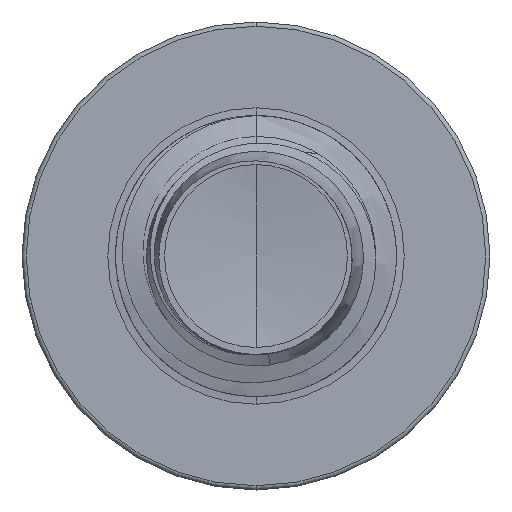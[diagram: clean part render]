
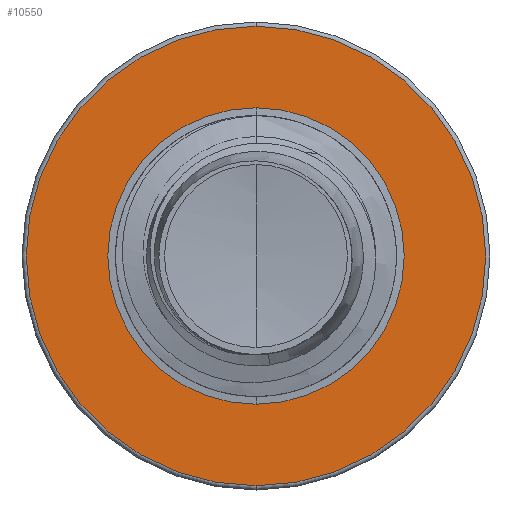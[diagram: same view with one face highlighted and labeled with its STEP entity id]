
A CAD part, front view. The second image highlights one B-rep face of the part: STEP entity #10550.
In plain terms, the highlighted planar face has unit normal (0, -1, 0).
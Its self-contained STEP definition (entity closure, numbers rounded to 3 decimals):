
#3972 = AXIS2_PLACEMENT_3D ( 'NONE', #6434, #26785, #9459 ) ;
#4224 = CARTESIAN_POINT ( 'NONE',  ( 0., 22.5, -3.682 ) ) ;
#5370 = FACE_BOUND ( 'NONE', #32157, .T. ) ;
#5927 = ORIENTED_EDGE ( 'NONE', *, *, #32651, .F. ) ;
#6434 = CARTESIAN_POINT ( 'NONE',  ( 0., 22.5, 0. ) ) ;
#7221 = CIRCLE ( 'NONE', #7493, 2.375 ) ;
#7271 = CARTESIAN_POINT ( 'NONE',  ( 0., 22.5, 0. ) ) ;
#7493 = AXIS2_PLACEMENT_3D ( 'NONE', #13916, #33643, #16875 ) ;
#8093 = CARTESIAN_POINT ( 'NONE',  ( 0., 22.5, 2.375 ) ) ;
#8551 = AXIS2_PLACEMENT_3D ( 'NONE', #34957, #18189, #37860 ) ;
#9459 = DIRECTION ( 'NONE',  ( 0., 0., 1. ) ) ;
#10006 = DIRECTION ( 'NONE',  ( 0., 1., 0. ) ) ;
#10302 = DIRECTION ( 'NONE',  ( 0., 0., 1. ) ) ;
#10550 = ADVANCED_FACE ( 'NONE', ( #20238, #5370 ), #32077, .F. ) ;
#11009 = CARTESIAN_POINT ( 'NONE',  ( 0., 22.5, -2.375 ) ) ;
#11213 = ORIENTED_EDGE ( 'NONE', *, *, #32532, .T. ) ;
#12448 = AXIS2_PLACEMENT_3D ( 'NONE', #27283, #10006, #30039 ) ;
#13147 = ORIENTED_EDGE ( 'NONE', *, *, #18546, .T. ) ;
#13916 = CARTESIAN_POINT ( 'NONE',  ( 0., 22.5, 0. ) ) ;
#14868 = VERTEX_POINT ( 'NONE', #11009 ) ;
#16527 = EDGE_CURVE ( 'NONE', #22051, #34630, #19779, .T. ) ;
#16875 = DIRECTION ( 'NONE',  ( 0., 0., 1. ) ) ;
#18189 = DIRECTION ( 'NONE',  ( 0., 1., 0. ) ) ;
#18546 = EDGE_CURVE ( 'NONE', #14868, #26435, #7221, .T. ) ;
#19779 = CIRCLE ( 'NONE', #3972, 3.683 ) ;
#19847 = EDGE_LOOP ( 'NONE', ( #34427, #5927 ) ) ;
#20238 = FACE_OUTER_BOUND ( 'NONE', #19847, .T. ) ;
#22051 = VERTEX_POINT ( 'NONE', #29591 ) ;
#25910 = AXIS2_PLACEMENT_3D ( 'NONE', #7271, #27560, #10302 ) ;
#26435 = VERTEX_POINT ( 'NONE', #8093 ) ;
#26785 = DIRECTION ( 'NONE',  ( 0., 1., 0. ) ) ;
#27098 = CIRCLE ( 'NONE', #12448, 3.683 ) ;
#27283 = CARTESIAN_POINT ( 'NONE',  ( 0., 22.5, 0. ) ) ;
#27560 = DIRECTION ( 'NONE',  ( 0., 1., 0. ) ) ;
#29591 = CARTESIAN_POINT ( 'NONE',  ( 0., 22.5, 3.683 ) ) ;
#29679 = CIRCLE ( 'NONE', #25910, 2.375 ) ;
#30039 = DIRECTION ( 'NONE',  ( 0., 0., 1. ) ) ;
#32077 = PLANE ( 'NONE',  #8551 ) ;
#32157 = EDGE_LOOP ( 'NONE', ( #11213, #13147 ) ) ;
#32532 = EDGE_CURVE ( 'NONE', #26435, #14868, #29679, .T. ) ;
#32651 = EDGE_CURVE ( 'NONE', #34630, #22051, #27098, .T. ) ;
#33643 = DIRECTION ( 'NONE',  ( 0., 1., 0. ) ) ;
#34427 = ORIENTED_EDGE ( 'NONE', *, *, #16527, .F. ) ;
#34630 = VERTEX_POINT ( 'NONE', #4224 ) ;
#34957 = CARTESIAN_POINT ( 'NONE',  ( 0., 22.5, -2.375 ) ) ;
#37860 = DIRECTION ( 'NONE',  ( 0., 0., 1. ) ) ;
